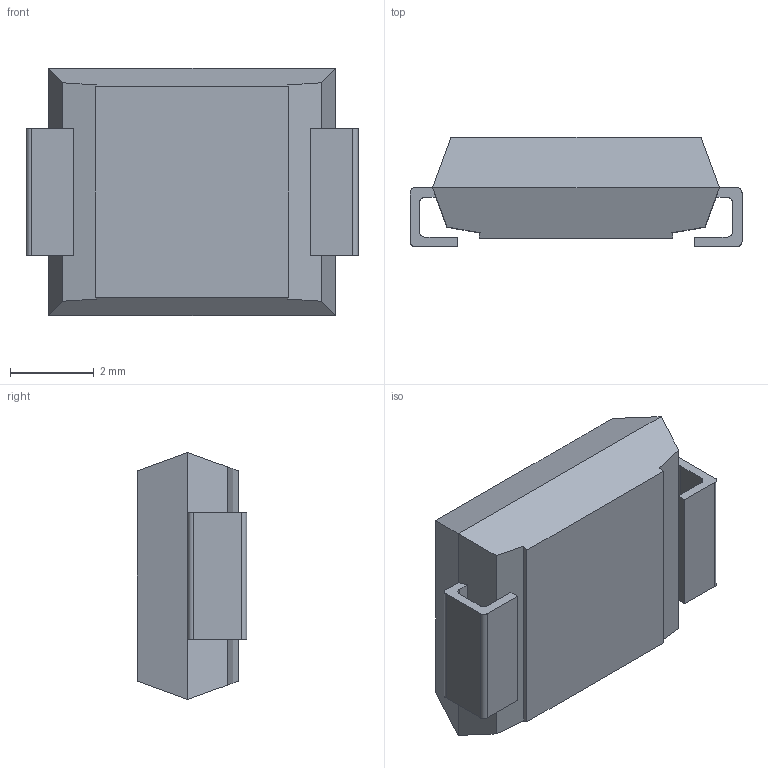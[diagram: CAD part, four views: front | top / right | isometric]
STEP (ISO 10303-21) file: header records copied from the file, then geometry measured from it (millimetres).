
FILE_DESCRIPTION (( 'STEP AP214' ), '1' );
FILE_NAME ('5.0SMDJ40CA.STEP', '2017-10-01T22:04:30', ( '' ), ( '' ), 'SwSTEP 2.0', 'SolidWorks 2017', '' );
FILE_SCHEMA (( 'AUTOMOTIVE_DESIGN' ));
Length unit declared in the file: inch
Products named in the file (1): 5.0SMDJ40CA
Bounding box: 7.94 x 2.62 x 5.91 mm (x, y, z)
Volume: 87.1 mm3; surface area: 181.5 mm2
Topology: 4 solids, 4 shells, 53 faces, 128 edges, 84 vertices
Faces by surface type: plane 45, cylinder 8
Entity records: 1599 total; most frequent: CARTESIAN_POINT 266, ORIENTED_EDGE 256, DIRECTION 252, EDGE_CURVE 128, VECTOR 112, LINE 112, VERTEX_POINT 84, AXIS2_PLACEMENT_3D 70
